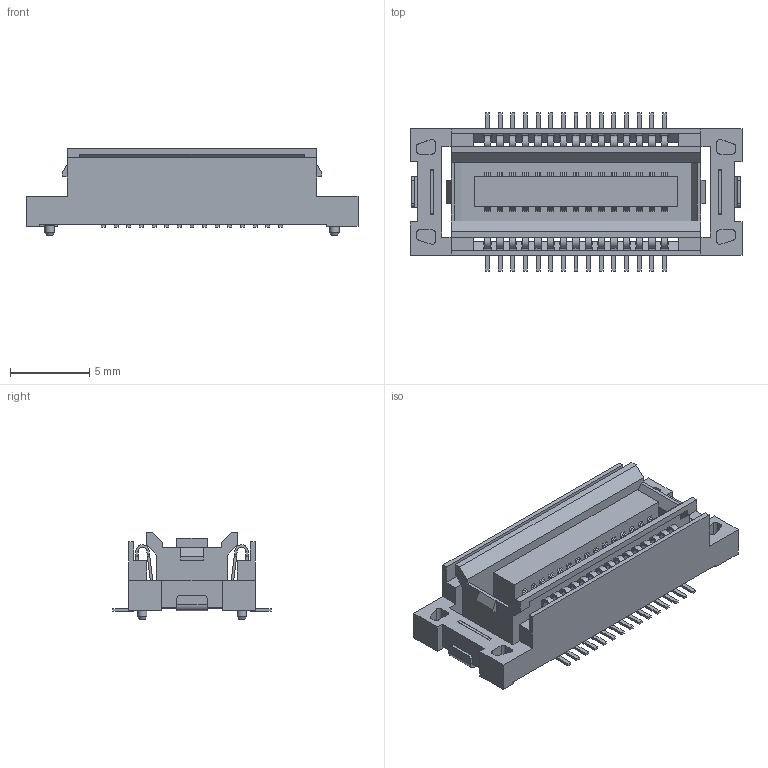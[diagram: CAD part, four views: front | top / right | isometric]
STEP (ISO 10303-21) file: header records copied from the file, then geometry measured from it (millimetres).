
FILE_DESCRIPTION( ('This file contains a STEP AP42 implementation' ,'as created by ZW3D STEP Interface translator.') ,'2;1' );
FILE_NAME( '3618-SXXX-049MXXR01.stp' ,'23 315. 9 438', (''), ('ZWCAD Software Co.'), 'Version 1.0', 'ZW3D to STEP translator', '' );
FILE_SCHEMA(('AUTOMOTIVE_DESIGN { 1 0 10303 214 1 1 1 1 }'));
Length unit declared in the file: millimetre
Products named in the file (2): 0; 3618-SXXX-049MXXR01
Bounding box: 21 x 10 x 5.55 mm (x, y, z)
Volume: 367 mm3; surface area: 1364.7 mm2
Topology: 1 solids, 1 shells, 2205 faces, 5535 edges, 3307 vertices
Faces by surface type: plane 1611, bspline 404, cylinder 188, cone 2
Full cylindrical faces by diameter (mm): 0.6 x2
Entity records: 67815 total; most frequent: CARTESIAN_POINT 14078, ORIENTED_EDGE 11070, DIRECTION 9836, EDGE_CURVE 5535, VECTOR 4838, LINE 4838, VERTEX_POINT 3307, AXIS2_PLACEMENT_3D 2499
